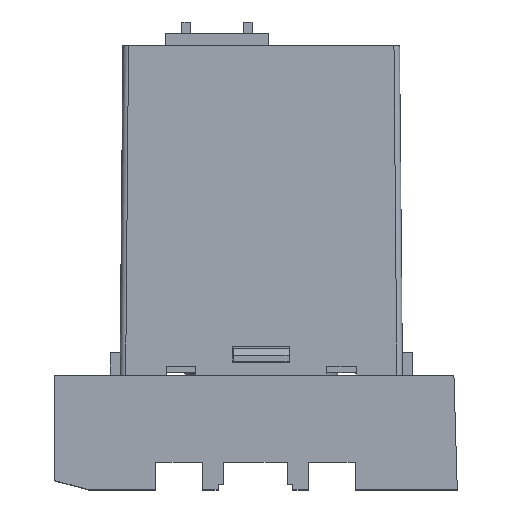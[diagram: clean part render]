
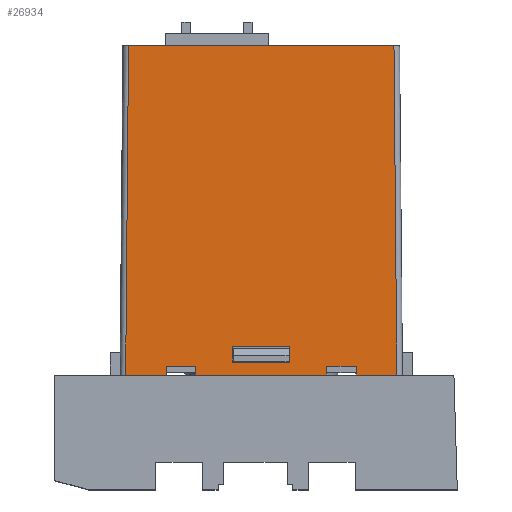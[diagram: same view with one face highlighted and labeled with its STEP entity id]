
A CAD part, top view. The second image highlights one B-rep face of the part: STEP entity #26934.
In plain terms, the highlighted planar face has unit normal (0, 0.009, 1).
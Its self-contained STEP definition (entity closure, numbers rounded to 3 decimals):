
#79 = FACE_OUTER_BOUND ( 'NONE', #7015, .T. ) ;
#649 = VECTOR ( 'NONE', #29415, 1000. ) ;
#667 = VERTEX_POINT ( 'NONE', #25983 ) ;
#692 = EDGE_CURVE ( 'NONE', #16291, #9436, #22060, .T. ) ;
#862 = DIRECTION ( 'NONE',  ( 1., 0., 0. ) ) ;
#1121 = LINE ( 'NONE', #8062, #3778 ) ;
#1122 = LINE ( 'NONE', #5964, #31078 ) ;
#1239 = EDGE_CURVE ( 'NONE', #5537, #5076, #8254, .T. ) ;
#1666 = VECTOR ( 'NONE', #27860, 1000. ) ;
#2035 = ORIENTED_EDGE ( 'NONE', *, *, #2479, .T. ) ;
#2070 = DIRECTION ( 'NONE',  ( 1., 0., 0. ) ) ;
#2116 = DIRECTION ( 'NONE',  ( 0., -1., 0.009 ) ) ;
#2479 = EDGE_CURVE ( 'NONE', #24468, #16291, #12585, .T. ) ;
#3118 = VECTOR ( 'NONE', #17076, 1000. ) ;
#3135 = VECTOR ( 'NONE', #17557, 1000. ) ;
#3778 = VECTOR ( 'NONE', #10527, 1000. ) ;
#3971 = CARTESIAN_POINT ( 'NONE',  ( -24.15, 0., 20.25 ) ) ;
#4386 = DIRECTION ( 'NONE',  ( 0., 1., -0.009 ) ) ;
#4675 = PLANE ( 'NONE',  #11825 ) ;
#4814 = VECTOR ( 'NONE', #8620, 1000. ) ;
#5076 = VERTEX_POINT ( 'NONE', #14799 ) ;
#5280 = ORIENTED_EDGE ( 'NONE', *, *, #10648, .T. ) ;
#5537 = VERTEX_POINT ( 'NONE', #11102 ) ;
#5889 = CARTESIAN_POINT ( 'NONE',  ( -27.197, 2.3, 20.23 ) ) ;
#5964 = CARTESIAN_POINT ( 'NONE',  ( -27.197, 0., 20.25 ) ) ;
#6066 = CARTESIAN_POINT ( 'NONE',  ( 5.1, 5.1, 20.205 ) ) ;
#6103 = VERTEX_POINT ( 'NONE', #23374 ) ;
#6636 = FACE_BOUND ( 'NONE', #20807, .T. ) ;
#6921 = VERTEX_POINT ( 'NONE', #3971 ) ;
#7015 = EDGE_LOOP ( 'NONE', ( #11088, #25582, #15880, #30481, #11256, #15046, #29745, #8451, #5280, #9878, #28674, #23099 ) ) ;
#7401 = CARTESIAN_POINT ( 'NONE',  ( -27.197, 0., 20.25 ) ) ;
#7723 = LINE ( 'NONE', #27949, #8135 ) ;
#7855 = EDGE_CURVE ( 'NONE', #19129, #6921, #16386, .T. ) ;
#8061 = EDGE_CURVE ( 'NONE', #17767, #30908, #18285, .T. ) ;
#8062 = CARTESIAN_POINT ( 'NONE',  ( -11.65, 0., 20.25 ) ) ;
#8135 = VECTOR ( 'NONE', #10978, 1000. ) ;
#8254 = LINE ( 'NONE', #14970, #649 ) ;
#8451 = ORIENTED_EDGE ( 'NONE', *, *, #1239, .T. ) ;
#8620 = DIRECTION ( 'NONE',  ( -0.009, 1., -0.009 ) ) ;
#9408 = CARTESIAN_POINT ( 'NONE',  ( -27.197, 1.6, 20.236 ) ) ;
#9436 = VERTEX_POINT ( 'NONE', #12817 ) ;
#9637 = EDGE_CURVE ( 'NONE', #6103, #11866, #15091, .T. ) ;
#9655 = LINE ( 'NONE', #9408, #22642 ) ;
#9875 = DIRECTION ( 'NONE',  ( 0., -1., 0.009 ) ) ;
#9878 = ORIENTED_EDGE ( 'NONE', *, *, #9637, .T. ) ;
#10448 = EDGE_CURVE ( 'NONE', #24063, #5537, #9655, .T. ) ;
#10527 = DIRECTION ( 'NONE',  ( 0., -1., 0.009 ) ) ;
#10648 = EDGE_CURVE ( 'NONE', #5076, #6103, #7723, .T. ) ;
#10978 = DIRECTION ( 'NONE',  ( 1., 0., 0. ) ) ;
#11088 = ORIENTED_EDGE ( 'NONE', *, *, #16790, .T. ) ;
#11102 = CARTESIAN_POINT ( 'NONE',  ( 16.95, 1.6, 20.236 ) ) ;
#11204 = VERTEX_POINT ( 'NONE', #6066 ) ;
#11256 = ORIENTED_EDGE ( 'NONE', *, *, #12654, .T. ) ;
#11296 = CARTESIAN_POINT ( 'NONE',  ( -23.638, 58.7, 19.738 ) ) ;
#11391 = CARTESIAN_POINT ( 'NONE',  ( -16.95, 1.6, 20.236 ) ) ;
#11825 = AXIS2_PLACEMENT_3D ( 'NONE', #7401, #24513, #9875 ) ;
#11866 = VERTEX_POINT ( 'NONE', #18238 ) ;
#12585 = LINE ( 'NONE', #5889, #1666 ) ;
#12650 = VECTOR ( 'NONE', #2116, 1000. ) ;
#12654 = EDGE_CURVE ( 'NONE', #30022, #12904, #1122, .T. ) ;
#12817 = CARTESIAN_POINT ( 'NONE',  ( -5.1, 5.1, 20.205 ) ) ;
#12904 = VERTEX_POINT ( 'NONE', #26552 ) ;
#13135 = CARTESIAN_POINT ( 'NONE',  ( -27.197, 0., 20.25 ) ) ;
#13272 = CARTESIAN_POINT ( 'NONE',  ( -16.95, 0., 20.25 ) ) ;
#14304 = EDGE_CURVE ( 'NONE', #9436, #11204, #21708, .T. ) ;
#14425 = CARTESIAN_POINT ( 'NONE',  ( 5.1, 0., 20.25 ) ) ;
#14799 = CARTESIAN_POINT ( 'NONE',  ( 16.95, 0., 20.25 ) ) ;
#14970 = CARTESIAN_POINT ( 'NONE',  ( 16.95, 0., 20.25 ) ) ;
#15046 = ORIENTED_EDGE ( 'NONE', *, *, #28656, .T. ) ;
#15055 = CARTESIAN_POINT ( 'NONE',  ( -27.197, 5.1, 20.205 ) ) ;
#15091 = LINE ( 'NONE', #20851, #4814 ) ;
#15757 = DIRECTION ( 'NONE',  ( 0., 1., -0.009 ) ) ;
#15880 = ORIENTED_EDGE ( 'NONE', *, *, #8061, .T. ) ;
#16078 = CARTESIAN_POINT ( 'NONE',  ( -5.1, 2.3, 20.23 ) ) ;
#16291 = VERTEX_POINT ( 'NONE', #16078 ) ;
#16297 = LINE ( 'NONE', #29017, #3118 ) ;
#16386 = LINE ( 'NONE', #11296, #28469 ) ;
#16448 = CARTESIAN_POINT ( 'NONE',  ( -5.1, 0., 20.25 ) ) ;
#16637 = VECTOR ( 'NONE', #15757, 1000. ) ;
#16790 = EDGE_CURVE ( 'NONE', #6921, #667, #31335, .T. ) ;
#17076 = DIRECTION ( 'NONE',  ( -1., 0., 0. ) ) ;
#17557 = DIRECTION ( 'NONE',  ( 1., 0., 0. ) ) ;
#17767 = VERTEX_POINT ( 'NONE', #11391 ) ;
#18238 = CARTESIAN_POINT ( 'NONE',  ( 23.638, 58.7, 19.738 ) ) ;
#18246 = CARTESIAN_POINT ( 'NONE',  ( -11.65, 0., 20.25 ) ) ;
#18270 = DIRECTION ( 'NONE',  ( 1., 0., 0. ) ) ;
#18285 = LINE ( 'NONE', #25650, #24424 ) ;
#18507 = EDGE_CURVE ( 'NONE', #11204, #24468, #19193, .T. ) ;
#18895 = DIRECTION ( 'NONE',  ( 0., 1., -0.009 ) ) ;
#19129 = VERTEX_POINT ( 'NONE', #30749 ) ;
#19193 = LINE ( 'NONE', #14425, #12650 ) ;
#20807 = EDGE_LOOP ( 'NONE', ( #22345, #20996, #2035, #22157 ) ) ;
#20851 = CARTESIAN_POINT ( 'NONE',  ( 24.15, 0., 20.25 ) ) ;
#20996 = ORIENTED_EDGE ( 'NONE', *, *, #18507, .T. ) ;
#21208 = EDGE_CURVE ( 'NONE', #30908, #30022, #1121, .T. ) ;
#21491 = CARTESIAN_POINT ( 'NONE',  ( 11.65, 0., 20.25 ) ) ;
#21708 = LINE ( 'NONE', #15055, #3135 ) ;
#22060 = LINE ( 'NONE', #16448, #22127 ) ;
#22127 = VECTOR ( 'NONE', #18895, 1000. ) ;
#22157 = ORIENTED_EDGE ( 'NONE', *, *, #692, .T. ) ;
#22345 = ORIENTED_EDGE ( 'NONE', *, *, #14304, .T. ) ;
#22642 = VECTOR ( 'NONE', #2070, 1000. ) ;
#22841 = EDGE_CURVE ( 'NONE', #667, #17767, #23881, .T. ) ;
#23099 = ORIENTED_EDGE ( 'NONE', *, *, #7855, .T. ) ;
#23333 = VECTOR ( 'NONE', #4386, 1000. ) ;
#23374 = CARTESIAN_POINT ( 'NONE',  ( 24.15, 0., 20.25 ) ) ;
#23488 = CARTESIAN_POINT ( 'NONE',  ( 11.65, 1.6, 20.236 ) ) ;
#23881 = LINE ( 'NONE', #13272, #16637 ) ;
#24063 = VERTEX_POINT ( 'NONE', #23488 ) ;
#24424 = VECTOR ( 'NONE', #28037, 1000. ) ;
#24468 = VERTEX_POINT ( 'NONE', #27593 ) ;
#24513 = DIRECTION ( 'NONE',  ( 0., 0.009, 1. ) ) ;
#25372 = CARTESIAN_POINT ( 'NONE',  ( -11.65, 1.6, 20.236 ) ) ;
#25582 = ORIENTED_EDGE ( 'NONE', *, *, #22841, .T. ) ;
#25650 = CARTESIAN_POINT ( 'NONE',  ( -27.197, 1.6, 20.236 ) ) ;
#25875 = DIRECTION ( 'NONE',  ( -0.009, -1., 0.009 ) ) ;
#25983 = CARTESIAN_POINT ( 'NONE',  ( -16.95, 0., 20.25 ) ) ;
#26552 = CARTESIAN_POINT ( 'NONE',  ( 11.65, 0., 20.25 ) ) ;
#26934 = ADVANCED_FACE ( 'NONE', ( #79, #6636 ), #4675, .T. ) ;
#27593 = CARTESIAN_POINT ( 'NONE',  ( 5.1, 2.3, 20.23 ) ) ;
#27860 = DIRECTION ( 'NONE',  ( -1., 0., 0. ) ) ;
#27949 = CARTESIAN_POINT ( 'NONE',  ( -27.197, 0., 20.25 ) ) ;
#28037 = DIRECTION ( 'NONE',  ( 1., 0., 0. ) ) ;
#28415 = VECTOR ( 'NONE', #862, 1000. ) ;
#28469 = VECTOR ( 'NONE', #25875, 1000. ) ;
#28656 = EDGE_CURVE ( 'NONE', #12904, #24063, #29606, .T. ) ;
#28674 = ORIENTED_EDGE ( 'NONE', *, *, #29776, .T. ) ;
#29017 = CARTESIAN_POINT ( 'NONE',  ( -27.197, 58.7, 19.738 ) ) ;
#29415 = DIRECTION ( 'NONE',  ( 0., -1., 0.009 ) ) ;
#29606 = LINE ( 'NONE', #21491, #23333 ) ;
#29745 = ORIENTED_EDGE ( 'NONE', *, *, #10448, .T. ) ;
#29776 = EDGE_CURVE ( 'NONE', #11866, #19129, #16297, .T. ) ;
#30022 = VERTEX_POINT ( 'NONE', #18246 ) ;
#30481 = ORIENTED_EDGE ( 'NONE', *, *, #21208, .T. ) ;
#30749 = CARTESIAN_POINT ( 'NONE',  ( -23.638, 58.7, 19.738 ) ) ;
#30908 = VERTEX_POINT ( 'NONE', #25372 ) ;
#31078 = VECTOR ( 'NONE', #18270, 1000. ) ;
#31335 = LINE ( 'NONE', #13135, #28415 ) ;
